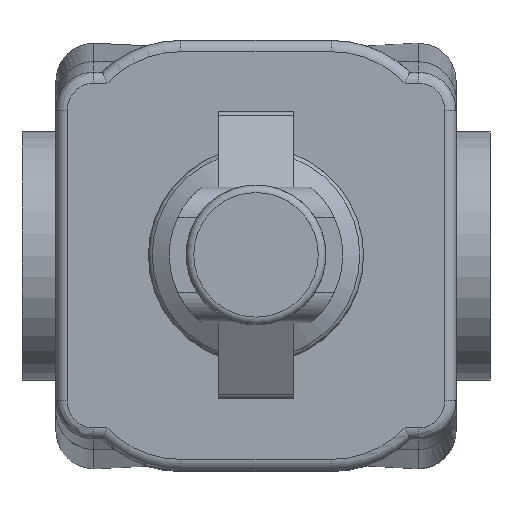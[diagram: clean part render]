
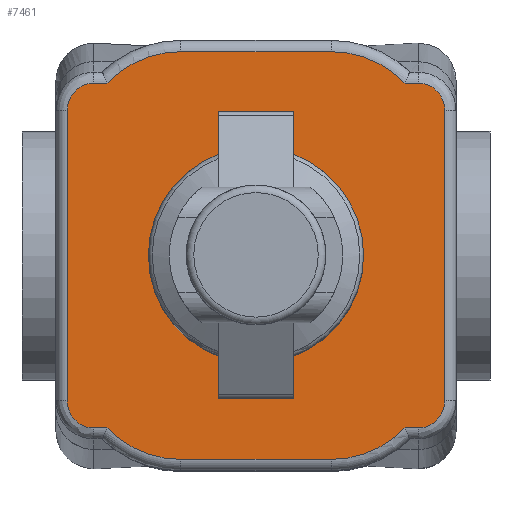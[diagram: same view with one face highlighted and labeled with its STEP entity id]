
A CAD part, top view. The second image highlights one B-rep face of the part: STEP entity #7461.
In plain terms, the highlighted planar face has unit normal (0, 0, 1).
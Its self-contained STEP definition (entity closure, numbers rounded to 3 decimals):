
#2309=CARTESIAN_POINT('',(-11.825,3.731,34.0));
#2310=VERTEX_POINT('',#2309);
#2317=CARTESIAN_POINT('',(3.731,-11.825,34.0));
#2318=VERTEX_POINT('',#2317);
#2319=CARTESIAN_POINT('',(0.0,0.0,34.0));
#2320=DIRECTION('',(0.0,0.0,-1.0));
#2321=DIRECTION('',(-0.954,0.301,0.0));
#2322=AXIS2_PLACEMENT_3D('',#2319,#2320,#2321);
#2323=CIRCLE('',#2322,12.4);
#2324=EDGE_CURVE('',#2318,#2310,#2323,.T.);
#2341=CARTESIAN_POINT('',(-3.731,11.825,34.0));
#2342=VERTEX_POINT('',#2341);
#2349=CARTESIAN_POINT('',(-11.825,3.731,34.0));
#2350=DIRECTION('',(0.707,0.707,0.0));
#2351=VECTOR('',#2350,11.447);
#2352=LINE('',#2349,#2351);
#2353=EDGE_CURVE('',#2310,#2342,#2352,.T.);
#2365=CARTESIAN_POINT('',(11.825,-3.731,34.0));
#2366=VERTEX_POINT('',#2365);
#2373=CARTESIAN_POINT('',(0.0,0.0,34.0));
#2374=DIRECTION('',(0.0,0.0,-1.0));
#2375=DIRECTION('',(0.954,-0.301,0.0));
#2376=AXIS2_PLACEMENT_3D('',#2373,#2374,#2375);
#2377=CIRCLE('',#2376,12.4);
#2378=EDGE_CURVE('',#2342,#2366,#2377,.T.);
#2391=CARTESIAN_POINT('',(11.825,-3.731,34.0));
#2392=DIRECTION('',(-0.707,-0.707,0.0));
#2393=VECTOR('',#2392,11.447);
#2394=LINE('',#2391,#2393);
#2395=EDGE_CURVE('',#2366,#2318,#2394,.T.);
#6704=CARTESIAN_POINT('',(21.5,-22.845,34.0));
#6705=VERTEX_POINT('',#6704);
#6714=CARTESIAN_POINT('',(25.,-19.226,34.0));
#6715=VERTEX_POINT('',#6714);
#6723=CARTESIAN_POINT('',(25.,-19.226,34.0));
#6724=CARTESIAN_POINT('',(25.,-20.021,34.0));
#6725=CARTESIAN_POINT('',(24.563,-21.35,34.));
#6726=CARTESIAN_POINT('',(23.097,-22.588,34.));
#6727=CARTESIAN_POINT('',(22.03,-22.845,34.0));
#6728=CARTESIAN_POINT('',(21.5,-22.845,34.0));
#6729=B_SPLINE_CURVE_WITH_KNOTS('',3,(#6723,#6724,#6725,#6726,#6727,#6728),.UNSPECIFIED.,.F.,.U.,(4,1,1,4),(0.0,0.238,0.397,0.556),.UNSPECIFIED.);
#6730=EDGE_CURVE('',#6715,#6705,#6729,.T.);
#6740=CARTESIAN_POINT('',(25.,19.226,34.0));
#6741=VERTEX_POINT('',#6740);
#6749=CARTESIAN_POINT('',(25.,19.226,34.0));
#6750=DIRECTION('',(0.0,-1.0,0.0));
#6751=VECTOR('',#6750,38.451);
#6752=LINE('',#6749,#6751);
#6753=EDGE_CURVE('',#6741,#6715,#6752,.T.);
#6767=CARTESIAN_POINT('',(19.742,-22.845,34.0));
#6768=VERTEX_POINT('',#6767);
#6769=CARTESIAN_POINT('',(21.5,-22.845,34.0));
#6770=DIRECTION('',(-1.0,0.0,0.0));
#6771=VECTOR('',#6770,1.758);
#6772=LINE('',#6769,#6771);
#6773=EDGE_CURVE('',#6705,#6768,#6772,.T.);
#6821=CARTESIAN_POINT('',(21.5,22.845,34.0));
#6822=VERTEX_POINT('',#6821);
#6830=CARTESIAN_POINT('',(21.5,22.845,34.0));
#6831=CARTESIAN_POINT('',(22.294,22.845,34.0));
#6832=CARTESIAN_POINT('',(24.161,22.151,34.0));
#6833=CARTESIAN_POINT('',(25.0,20.284,34.0));
#6834=CARTESIAN_POINT('',(25.,19.226,34.0));
#6835=B_SPLINE_CURVE_WITH_KNOTS('',3,(#6830,#6831,#6832,#6833,#6834),.UNSPECIFIED.,.F.,.U.,(4,1,4),(0.0,0.238,0.556),.UNSPECIFIED.);
#6836=EDGE_CURVE('',#6822,#6741,#6835,.T.);
#6846=CARTESIAN_POINT('',(10.0,-27.,34.0));
#6847=VERTEX_POINT('',#6846);
#6864=CARTESIAN_POINT('',(10.0,-13.5,34.0));
#6865=DIRECTION('',(0.0,0.0,-1.0));
#6866=DIRECTION('',(0.387,-0.922,0.0));
#6867=AXIS2_PLACEMENT_3D('',#6864,#6865,#6866);
#6868=CIRCLE('',#6867,13.5);
#6869=EDGE_CURVE('',#6768,#6847,#6868,.T.);
#6879=CARTESIAN_POINT('',(19.742,22.845,34.0));
#6880=VERTEX_POINT('',#6879);
#6881=CARTESIAN_POINT('',(19.742,22.845,34.0));
#6882=DIRECTION('',(1.0,0.0,0.0));
#6883=VECTOR('',#6882,1.758);
#6884=LINE('',#6881,#6883);
#6885=EDGE_CURVE('',#6880,#6822,#6884,.T.);
#6912=CARTESIAN_POINT('',(-10.0,-27.,34.0));
#6913=VERTEX_POINT('',#6912);
#6923=CARTESIAN_POINT('',(10.0,-27.,34.0));
#6924=DIRECTION('',(-1.0,0.0,0.0));
#6925=VECTOR('',#6924,20.0);
#6926=LINE('',#6923,#6925);
#6927=EDGE_CURVE('',#6847,#6913,#6926,.T.);
#6939=CARTESIAN_POINT('',(-19.742,-22.845,34.0));
#6940=VERTEX_POINT('',#6939);
#6941=CARTESIAN_POINT('',(-10.,-13.5,34.0));
#6942=DIRECTION('',(0.0,0.0,-1.));
#6943=DIRECTION('',(-0.387,-0.922,0.0));
#6944=AXIS2_PLACEMENT_3D('',#6941,#6942,#6943);
#6945=CIRCLE('',#6944,13.5);
#6946=EDGE_CURVE('',#6913,#6940,#6945,.T.);
#6972=CARTESIAN_POINT('',(-21.5,-22.845,34.0));
#6973=VERTEX_POINT('',#6972);
#6983=CARTESIAN_POINT('',(-19.742,-22.845,34.0));
#6984=DIRECTION('',(-1.0,0.0,0.0));
#6985=VECTOR('',#6984,1.758);
#6986=LINE('',#6983,#6985);
#6987=EDGE_CURVE('',#6940,#6973,#6986,.T.);
#7018=CARTESIAN_POINT('',(-25.,-19.226,34.0));
#7019=VERTEX_POINT('',#7018);
#7029=CARTESIAN_POINT('',(-21.5,-22.845,34.0));
#7030=CARTESIAN_POINT('',(-22.295,-22.845,34.0));
#7031=CARTESIAN_POINT('',(-24.166,-22.145,34.0));
#7032=CARTESIAN_POINT('',(-25.,-20.286,34.0));
#7033=CARTESIAN_POINT('',(-25.,-19.226,34.0));
#7034=B_SPLINE_CURVE_WITH_KNOTS('',3,(#7029,#7030,#7031,#7032,#7033),.UNSPECIFIED.,.F.,.U.,(4,1,4),(0.0,0.238,0.556),.UNSPECIFIED.);
#7035=EDGE_CURVE('',#6973,#7019,#7034,.T.);
#7045=CARTESIAN_POINT('',(-25.,19.226,34.0));
#7046=VERTEX_POINT('',#7045);
#7063=CARTESIAN_POINT('',(-25.,-19.226,34.0));
#7064=DIRECTION('',(0.0,1.0,0.0));
#7065=VECTOR('',#7064,38.451);
#7066=LINE('',#7063,#7065);
#7067=EDGE_CURVE('',#7019,#7046,#7066,.T.);
#7079=CARTESIAN_POINT('',(-21.5,22.845,34.0));
#7080=VERTEX_POINT('',#7079);
#7088=CARTESIAN_POINT('',(-19.742,22.845,34.0));
#7089=VERTEX_POINT('',#7088);
#7090=CARTESIAN_POINT('',(-21.5,22.845,34.0));
#7091=DIRECTION('',(1.0,0.0,0.0));
#7092=VECTOR('',#7091,1.758);
#7093=LINE('',#7090,#7092);
#7094=EDGE_CURVE('',#7080,#7089,#7093,.T.);
#7127=CARTESIAN_POINT('',(10.0,27.,34.0));
#7128=VERTEX_POINT('',#7127);
#7137=CARTESIAN_POINT('',(-10.0,27.,34.0));
#7138=VERTEX_POINT('',#7137);
#7146=CARTESIAN_POINT('',(-10.0,27.,34.0));
#7147=DIRECTION('',(1.0,0.0,0.0));
#7148=VECTOR('',#7147,20.0);
#7149=LINE('',#7146,#7148);
#7150=EDGE_CURVE('',#7138,#7128,#7149,.T.);
#7160=CARTESIAN_POINT('',(-10.,13.5,34.0));
#7161=DIRECTION('',(0.0,0.0,-1.0));
#7162=DIRECTION('',(-0.387,0.922,0.0));
#7163=AXIS2_PLACEMENT_3D('',#7160,#7161,#7162);
#7164=CIRCLE('',#7163,13.5);
#7165=EDGE_CURVE('',#7089,#7138,#7164,.T.);
#7232=CARTESIAN_POINT('',(-25.,19.226,34.0));
#7233=CARTESIAN_POINT('',(-25.,20.019,34.0));
#7234=CARTESIAN_POINT('',(-24.559,21.356,34.));
#7235=CARTESIAN_POINT('',(-23.094,22.587,34.));
#7236=CARTESIAN_POINT('',(-22.029,22.845,34.0));
#7237=CARTESIAN_POINT('',(-21.5,22.845,34.0));
#7238=B_SPLINE_CURVE_WITH_KNOTS('',3,(#7232,#7233,#7234,#7235,#7236,#7237),.UNSPECIFIED.,.F.,.U.,(4,1,1,4),(0.,0.238,0.397,0.556),.UNSPECIFIED.);
#7239=EDGE_CURVE('',#7046,#7080,#7238,.T.);
#7257=CARTESIAN_POINT('',(10.0,13.5,34.0));
#7258=DIRECTION('',(0.0,0.0,-1.));
#7259=DIRECTION('',(0.387,0.922,0.0));
#7260=AXIS2_PLACEMENT_3D('',#7257,#7258,#7259);
#7261=CIRCLE('',#7260,13.5);
#7262=EDGE_CURVE('',#7128,#6880,#7261,.T.);
#7432=CARTESIAN_POINT('',(0.,0.,34.0));
#7433=DIRECTION('',(0.0,0.0,1.0));
#7434=DIRECTION('',(1.0,0.0,0.0));
#7435=AXIS2_PLACEMENT_3D('',#7432,#7433,#7434);
#7436=PLANE('',#7435);
#7437=ORIENTED_EDGE('',*,*,#7150,.F.);
#7438=ORIENTED_EDGE('',*,*,#7165,.F.);
#7439=ORIENTED_EDGE('',*,*,#7094,.F.);
#7440=ORIENTED_EDGE('',*,*,#7239,.F.);
#7441=ORIENTED_EDGE('',*,*,#7067,.F.);
#7442=ORIENTED_EDGE('',*,*,#7035,.F.);
#7443=ORIENTED_EDGE('',*,*,#6987,.F.);
#7444=ORIENTED_EDGE('',*,*,#6946,.F.);
#7445=ORIENTED_EDGE('',*,*,#6927,.F.);
#7446=ORIENTED_EDGE('',*,*,#6869,.F.);
#7447=ORIENTED_EDGE('',*,*,#6773,.F.);
#7448=ORIENTED_EDGE('',*,*,#6730,.F.);
#7449=ORIENTED_EDGE('',*,*,#6753,.F.);
#7450=ORIENTED_EDGE('',*,*,#6836,.F.);
#7451=ORIENTED_EDGE('',*,*,#6885,.F.);
#7452=ORIENTED_EDGE('',*,*,#7262,.F.);
#7453=EDGE_LOOP('',(#7437,#7438,#7439,#7440,#7441,#7442,#7443,#7444,#7445,#7446,#7447,#7448,#7449,#7450,#7451,#7452));
#7454=FACE_OUTER_BOUND('',#7453,.T.);
#7455=ORIENTED_EDGE('',*,*,#2324,.T.);
#7456=ORIENTED_EDGE('',*,*,#2353,.T.);
#7457=ORIENTED_EDGE('',*,*,#2378,.T.);
#7458=ORIENTED_EDGE('',*,*,#2395,.T.);
#7459=EDGE_LOOP('',(#7455,#7456,#7457,#7458));
#7460=FACE_BOUND('',#7459,.T.);
#7461=ADVANCED_FACE('',(#7454,#7460),#7436,.T.);
